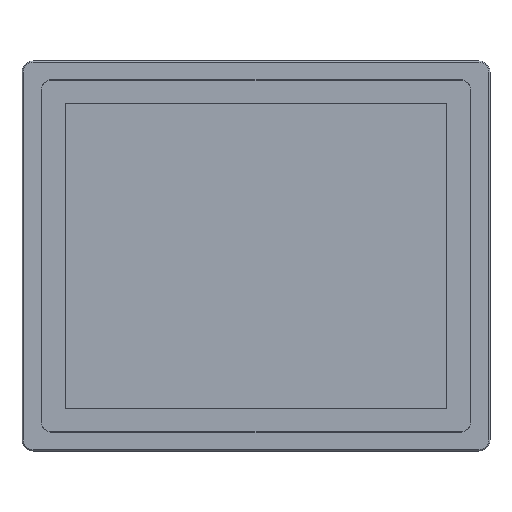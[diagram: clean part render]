
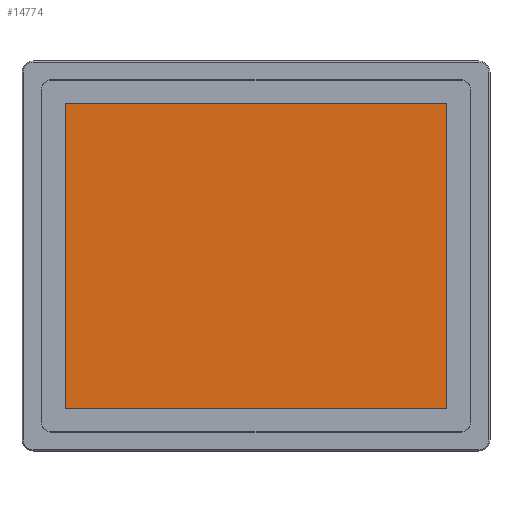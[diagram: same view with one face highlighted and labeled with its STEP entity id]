
A CAD part, top view. The second image highlights one B-rep face of the part: STEP entity #14774.
In plain terms, the highlighted planar face has unit normal (0, 0, 1).
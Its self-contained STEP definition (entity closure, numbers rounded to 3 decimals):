
#662 = ORIENTED_EDGE ( 'NONE', *, *, #62062, .T. ) ;
#10087 = VERTEX_POINT ( 'NONE', #99733 ) ;
#12169 = VECTOR ( 'NONE', #34340, 1000. ) ;
#14774 = ADVANCED_FACE ( 'NONE', ( #38646 ), #88966, .T. ) ;
#20158 = EDGE_LOOP ( 'NONE', ( #662, #104545, #36585, #46479 ) ) ;
#21100 = VERTEX_POINT ( 'NONE', #83056 ) ;
#24054 = DIRECTION ( 'NONE',  ( -1., 0., 0. ) ) ;
#24236 = LINE ( 'NONE', #119536, #30044 ) ;
#26790 = EDGE_CURVE ( 'NONE', #106701, #98496, #49789, .T. ) ;
#30044 = VECTOR ( 'NONE', #24054, 1000. ) ;
#34340 = DIRECTION ( 'NONE',  ( 0., -1., 0. ) ) ;
#36585 = ORIENTED_EDGE ( 'NONE', *, *, #91134, .T. ) ;
#37544 = AXIS2_PLACEMENT_3D ( 'NONE', #70752, #98254, #115664 ) ;
#38646 = FACE_OUTER_BOUND ( 'NONE', #20158, .T. ) ;
#46479 = ORIENTED_EDGE ( 'NONE', *, *, #104634, .T. ) ;
#49789 = LINE ( 'NONE', #90179, #12169 ) ;
#56364 = DIRECTION ( 'NONE',  ( 0., 1., 0. ) ) ;
#62004 = CARTESIAN_POINT ( 'NONE',  ( -168.96, 135.168, -0.2 ) ) ;
#62062 = EDGE_CURVE ( 'NONE', #21100, #106701, #24236, .T. ) ;
#65234 = DIRECTION ( 'NONE',  ( 1., 0., 0. ) ) ;
#65643 = CARTESIAN_POINT ( 'NONE',  ( -168.96, -135.168, -0.2 ) ) ;
#70355 = VECTOR ( 'NONE', #56364, 1000. ) ;
#70752 = CARTESIAN_POINT ( 'NONE',  ( 0., 0., -0.2 ) ) ;
#82606 = CARTESIAN_POINT ( 'NONE',  ( -168.96, -135.168, -0.2 ) ) ;
#83056 = CARTESIAN_POINT ( 'NONE',  ( 168.96, 135.168, -0.2 ) ) ;
#88966 = PLANE ( 'NONE',  #37544 ) ;
#89831 = LINE ( 'NONE', #65643, #120220 ) ;
#90179 = CARTESIAN_POINT ( 'NONE',  ( -168.96, 135.168, -0.2 ) ) ;
#91134 = EDGE_CURVE ( 'NONE', #98496, #10087, #89831, .T. ) ;
#92466 = CARTESIAN_POINT ( 'NONE',  ( 168.96, -135.168, -0.2 ) ) ;
#98254 = DIRECTION ( 'NONE',  ( 0., 0., 1. ) ) ;
#98496 = VERTEX_POINT ( 'NONE', #82606 ) ;
#99733 = CARTESIAN_POINT ( 'NONE',  ( 168.96, -135.168, -0.2 ) ) ;
#104545 = ORIENTED_EDGE ( 'NONE', *, *, #26790, .T. ) ;
#104634 = EDGE_CURVE ( 'NONE', #10087, #21100, #119559, .T. ) ;
#106701 = VERTEX_POINT ( 'NONE', #62004 ) ;
#115664 = DIRECTION ( 'NONE',  ( 1., 0., 0. ) ) ;
#119536 = CARTESIAN_POINT ( 'NONE',  ( 168.96, 135.168, -0.2 ) ) ;
#119559 = LINE ( 'NONE', #92466, #70355 ) ;
#120220 = VECTOR ( 'NONE', #65234, 1000. ) ;
